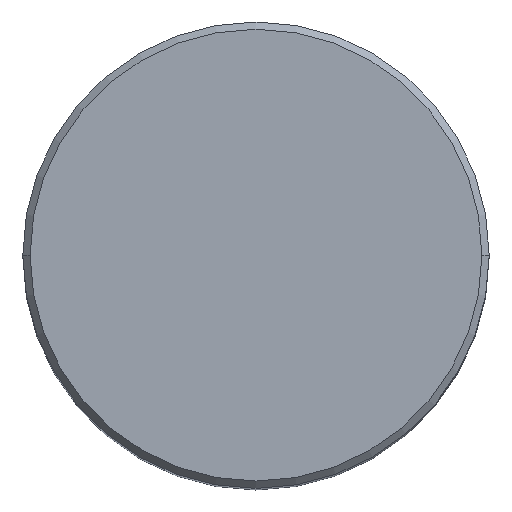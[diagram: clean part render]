
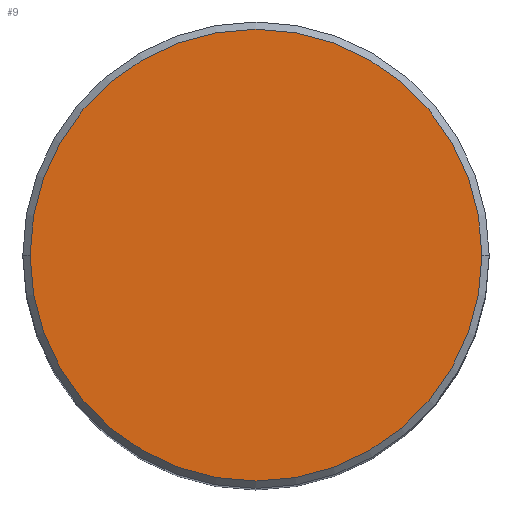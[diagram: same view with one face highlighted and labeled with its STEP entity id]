
A CAD part, top view. The second image highlights one B-rep face of the part: STEP entity #9.
In plain terms, the highlighted planar face has unit normal (0, 0, 1).
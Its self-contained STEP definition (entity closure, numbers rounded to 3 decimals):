
#2 = EDGE_LOOP ( 'NONE', ( #7, #10 ) ) ;
#7 = ORIENTED_EDGE ( 'NONE', *, *, #8, .T. ) ;
#8 = EDGE_CURVE ( 'NONE', #61, #67, #98, .T. ) ;
#9 = ADVANCED_FACE ( 'NONE', ( #181 ), #125, .T. ) ;
#10 = ORIENTED_EDGE ( 'NONE', *, *, #65, .T. ) ;
#34 = CIRCLE ( 'NONE', #73, 15.5 ) ;
#61 = VERTEX_POINT ( 'NONE', #174 ) ;
#65 = EDGE_CURVE ( 'NONE', #67, #61, #34, .T. ) ;
#67 = VERTEX_POINT ( 'NONE', #427 ) ;
#71 = CARTESIAN_POINT ( 'NONE',  ( 0., 0., 0. ) ) ;
#72 = DIRECTION ( 'NONE',  ( 1., 0., 0. ) ) ;
#73 = AXIS2_PLACEMENT_3D ( 'NONE', #71, #74, #72 ) ;
#74 = DIRECTION ( 'NONE',  ( 0., 0., 1. ) ) ;
#87 = DIRECTION ( 'NONE',  ( 1., 0., 0. ) ) ;
#88 = DIRECTION ( 'NONE',  ( 0., 0., 1. ) ) ;
#89 = CARTESIAN_POINT ( 'NONE',  ( 0., 0., 0. ) ) ;
#90 = AXIS2_PLACEMENT_3D ( 'NONE', #89, #88, #87 ) ;
#94 = DIRECTION ( 'NONE',  ( 1., 0., 0. ) ) ;
#95 = DIRECTION ( 'NONE',  ( 0., 0., 1. ) ) ;
#98 = CIRCLE ( 'NONE', #188, 15.5 ) ;
#101 = CARTESIAN_POINT ( 'NONE',  ( 0., 0., 0. ) ) ;
#125 = PLANE ( 'NONE',  #90 ) ;
#174 = CARTESIAN_POINT ( 'NONE',  ( -15.5, 0., 0. ) ) ;
#181 = FACE_OUTER_BOUND ( 'NONE', #2, .T. ) ;
#188 = AXIS2_PLACEMENT_3D ( 'NONE', #101, #95, #94 ) ;
#427 = CARTESIAN_POINT ( 'NONE',  ( 15.5, 0., 0. ) ) ;
